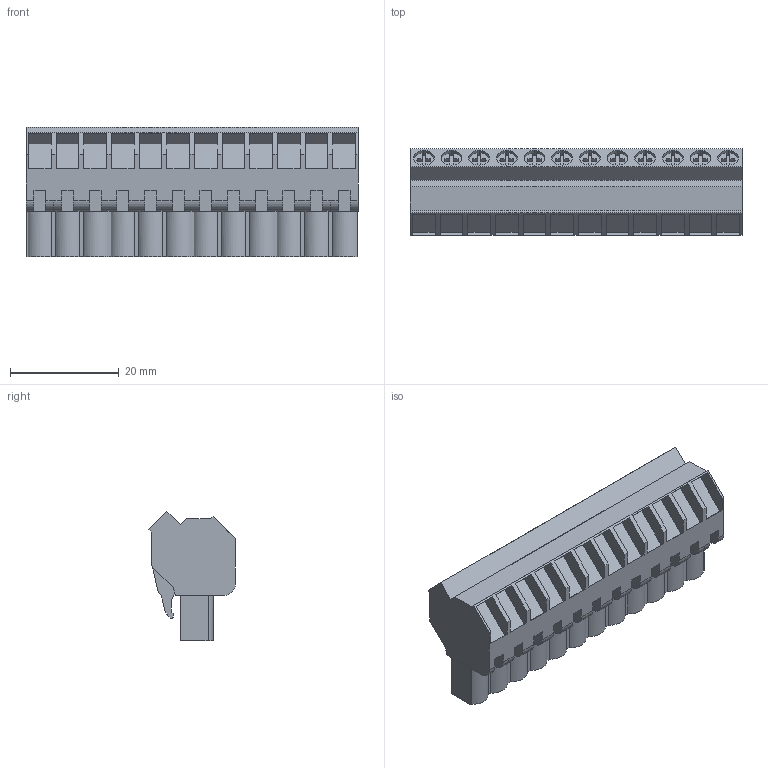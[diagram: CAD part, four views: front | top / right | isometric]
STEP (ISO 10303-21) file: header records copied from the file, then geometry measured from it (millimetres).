
FILE_DESCRIPTION(('CATIA V5 STEP Exchange','CAx-IF Rec.Pracs.--- Model Styling and Organization---1.2---2011-12-15'),'2;1');
FILE_NAME ('D1460064_0_1946350000_1946350000.stp','2017-09-23T15:20:18+00:00',('none'),('Weidmueller'),'CATIA Version 5-6 Release 2014','CATIA V5 STEP AP214','none');
FILE_SCHEMA(('AUTOMOTIVE_DESIGN { 1 0 10303 214 1 1 1 1 }'));
Length unit declared in the file: millimetre
Products named in the file (1): 1946350000
Bounding box: 60.96 x 15.88 x 23.77 mm (x, y, z)
Volume: 13080.5 mm3; surface area: 7155.6 mm2
Topology: 13 solids, 13 shells, 648 faces, 1871 edges, 1274 vertices
Faces by surface type: plane 517, cylinder 127, extrusion 4
Entity records: 19773 total; most frequent: CARTESIAN_POINT 3759, ORIENTED_EDGE 3742, DIRECTION 2591, EDGE_CURVE 1871, VECTOR 1567, LINE 1563, VERTEX_POINT 1274, EDGE_LOOP 673
